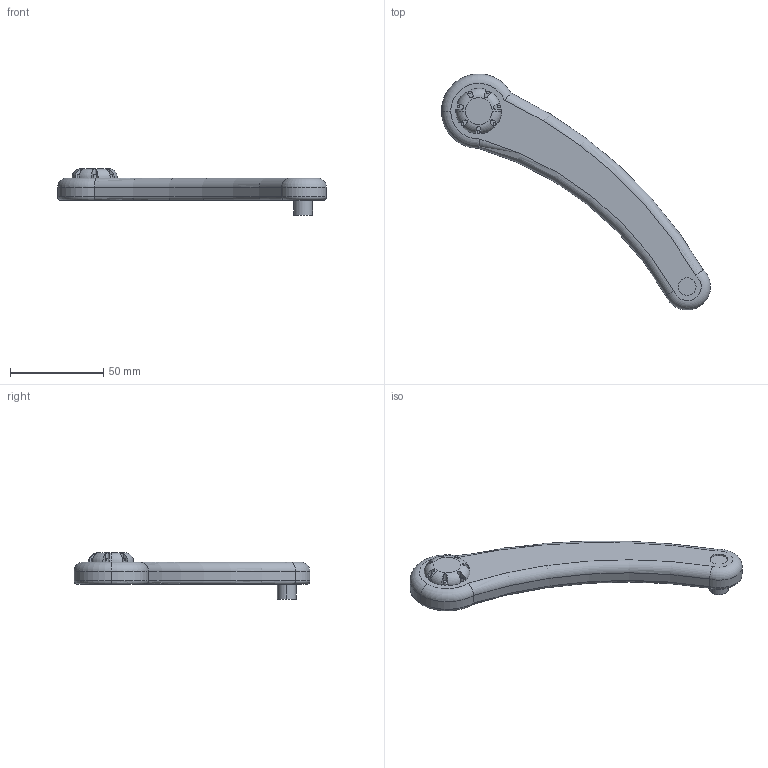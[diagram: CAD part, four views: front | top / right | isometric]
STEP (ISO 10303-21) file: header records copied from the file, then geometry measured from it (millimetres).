
FILE_DESCRIPTION (( 'STEP AP214' ), '1' );
FILE_NAME ('6axis - part 3.STEP', '2025-12-14T14:33:57', ( '' ), ( '' ), 'SwSTEP 2.0', 'SolidWorks 2024', '' );
FILE_SCHEMA (( 'AUTOMOTIVE_DESIGN' ));
Length unit declared in the file: millimetre
Products named in the file (1): 6axis - part 3
Bounding box: 144.59 x 126.8 x 25 mm (x, y, z)
Volume: 60471.6 mm3; surface area: 14890.1 mm2
Topology: 1 solids, 1 shells, 74 faces, 173 edges, 112 vertices
Faces by surface type: cylinder 35, plane 27, torus 12
Entity records: 2523 total; most frequent: CARTESIAN_POINT 782, DIRECTION 376, ORIENTED_EDGE 346, EDGE_CURVE 173, AXIS2_PLACEMENT_3D 160, VERTEX_POINT 112, CIRCLE 85, EDGE_LOOP 85
